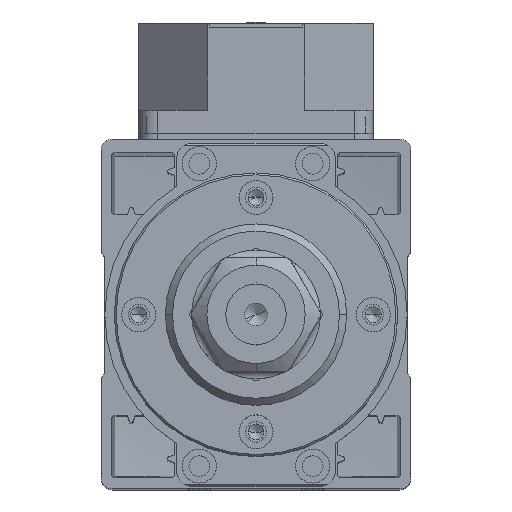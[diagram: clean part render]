
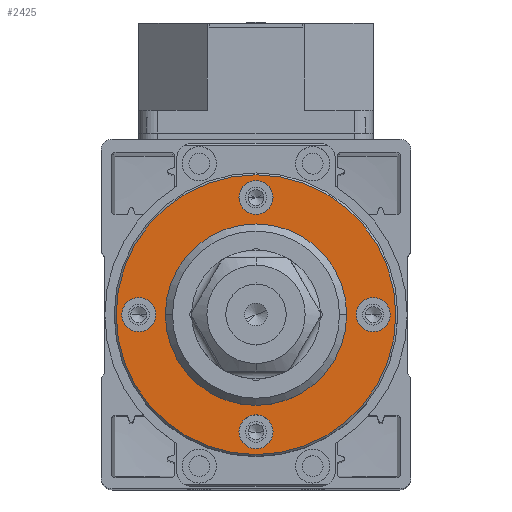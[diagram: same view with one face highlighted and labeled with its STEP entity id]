
A CAD part, top view. The second image highlights one B-rep face of the part: STEP entity #2425.
In plain terms, the highlighted face is planar.
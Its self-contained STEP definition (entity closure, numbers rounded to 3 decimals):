
#133 = FACE_BOUND ( 'NONE', #7044, .T. ) ;
#349 = DIRECTION ( 'NONE',  ( 1., 0., 0. ) ) ;
#979 = VERTEX_POINT ( 'NONE', #5076 ) ;
#1002 = FACE_BOUND ( 'NONE', #5456, .T. ) ;
#1227 = CARTESIAN_POINT ( 'NONE',  ( 12., -31., -4.5 ) ) ;
#1363 = AXIS2_PLACEMENT_3D ( 'NONE', #9143, #15756, #13042 ) ;
#1506 = EDGE_CURVE ( 'NONE', #11784, #15509, #5932, .T. ) ;
#1636 = FACE_OUTER_BOUND ( 'NONE', #10858, .T. ) ;
#1828 = DIRECTION ( 'NONE',  ( 0., 0., 1. ) ) ;
#1909 = AXIS2_PLACEMENT_3D ( 'NONE', #11481, #3306, #14152 ) ;
#2425 = ADVANCED_FACE ( 'NONE', ( #6093, #1002, #133, #15002, #1636, #13536 ), #15458, .F. ) ;
#2456 = ORIENTED_EDGE ( 'NONE', *, *, #13323, .F. ) ;
#2787 = CIRCLE ( 'NONE', #8656, 4.5 ) ;
#2799 = AXIS2_PLACEMENT_3D ( 'NONE', #3324, #9972, #1828 ) ;
#2900 = EDGE_LOOP ( 'NONE', ( #17093, #16508 ) ) ;
#2939 = VERTEX_POINT ( 'NONE', #1227 ) ;
#3128 = DIRECTION ( 'NONE',  ( 0., 1., 0. ) ) ;
#3206 = CARTESIAN_POINT ( 'NONE',  ( 12., 0., 0. ) ) ;
#3292 = EDGE_CURVE ( 'NONE', #9733, #16346, #8437, .T. ) ;
#3306 = DIRECTION ( 'NONE',  ( -1., 0., 0. ) ) ;
#3324 = CARTESIAN_POINT ( 'NONE',  ( 12., 37.5, 0. ) ) ;
#3838 = DIRECTION ( 'NONE',  ( 0., 0., 1. ) ) ;
#3950 = EDGE_LOOP ( 'NONE', ( #10889, #16368 ) ) ;
#3963 = EDGE_CURVE ( 'NONE', #16006, #2939, #8441, .T. ) ;
#4007 = VERTEX_POINT ( 'NONE', #12434 ) ;
#4551 = CARTESIAN_POINT ( 'NONE',  ( 12., 0., 31. ) ) ;
#4584 = ORIENTED_EDGE ( 'NONE', *, *, #16951, .F. ) ;
#4595 = AXIS2_PLACEMENT_3D ( 'NONE', #3206, #16708, #12214 ) ;
#4921 = CIRCLE ( 'NONE', #1363, 37. ) ;
#4957 = CIRCLE ( 'NONE', #7763, 4.5 ) ;
#4979 = DIRECTION ( 'NONE',  ( 1., 0., 0. ) ) ;
#5076 = CARTESIAN_POINT ( 'NONE',  ( 12., 31., 4.5 ) ) ;
#5378 = VERTEX_POINT ( 'NONE', #12079 ) ;
#5391 = CARTESIAN_POINT ( 'NONE',  ( 12., -31., 0. ) ) ;
#5456 = EDGE_LOOP ( 'NONE', ( #14007, #8068 ) ) ;
#5514 = DIRECTION ( 'NONE',  ( 0., 0., 1. ) ) ;
#5539 = ORIENTED_EDGE ( 'NONE', *, *, #13855, .F. ) ;
#5636 = DIRECTION ( 'NONE',  ( 1., 0., 0. ) ) ;
#5754 = CARTESIAN_POINT ( 'NONE',  ( 12., -31., 0. ) ) ;
#5813 = CARTESIAN_POINT ( 'NONE',  ( 12., 0., 0. ) ) ;
#5932 = CIRCLE ( 'NONE', #17077, 4.5 ) ;
#6080 = DIRECTION ( 'NONE',  ( 1., 0., 0. ) ) ;
#6093 = FACE_BOUND ( 'NONE', #2900, .T. ) ;
#6440 = EDGE_CURVE ( 'NONE', #2939, #16006, #4957, .T. ) ;
#6505 = AXIS2_PLACEMENT_3D ( 'NONE', #4551, #6080, #3128 ) ;
#6885 = CARTESIAN_POINT ( 'NONE',  ( 12., 0., -31. ) ) ;
#7044 = EDGE_LOOP ( 'NONE', ( #2456, #4584 ) ) ;
#7092 = DIRECTION ( 'NONE',  ( 0., 0., -1. ) ) ;
#7272 = ORIENTED_EDGE ( 'NONE', *, *, #10279, .T. ) ;
#7481 = CARTESIAN_POINT ( 'NONE',  ( 12., 0., 17.443 ) ) ;
#7638 = DIRECTION ( 'NONE',  ( 0., 0., -1. ) ) ;
#7763 = AXIS2_PLACEMENT_3D ( 'NONE', #5391, #9373, #3838 ) ;
#7869 = CARTESIAN_POINT ( 'NONE',  ( 12., 0., 31. ) ) ;
#7913 = CARTESIAN_POINT ( 'NONE',  ( 12., 0., -37. ) ) ;
#8012 = DIRECTION ( 'NONE',  ( 0., -1., 0. ) ) ;
#8068 = ORIENTED_EDGE ( 'NONE', *, *, #3963, .F. ) ;
#8437 = CIRCLE ( 'NONE', #1909, 17.443 ) ;
#8441 = CIRCLE ( 'NONE', #11793, 4.5 ) ;
#8656 = AXIS2_PLACEMENT_3D ( 'NONE', #6885, #12200, #16347 ) ;
#8683 = EDGE_CURVE ( 'NONE', #5378, #979, #13234, .T. ) ;
#9143 = CARTESIAN_POINT ( 'NONE',  ( 12., 0., 0. ) ) ;
#9145 = CARTESIAN_POINT ( 'NONE',  ( 12., 0., -17.443 ) ) ;
#9231 = CARTESIAN_POINT ( 'NONE',  ( 12., -31., 4.5 ) ) ;
#9372 = CARTESIAN_POINT ( 'NONE',  ( 12., 0., -35.5 ) ) ;
#9373 = DIRECTION ( 'NONE',  ( 1., 0., 0. ) ) ;
#9421 = EDGE_LOOP ( 'NONE', ( #16808, #5539 ) ) ;
#9733 = VERTEX_POINT ( 'NONE', #7481 ) ;
#9895 = AXIS2_PLACEMENT_3D ( 'NONE', #5813, #12502, #11097 ) ;
#9972 = DIRECTION ( 'NONE',  ( -1., 0., 0. ) ) ;
#10279 = EDGE_CURVE ( 'NONE', #10377, #11513, #4921, .T. ) ;
#10377 = VERTEX_POINT ( 'NONE', #13275 ) ;
#10533 = CIRCLE ( 'NONE', #11469, 4.5 ) ;
#10534 = DIRECTION ( 'NONE',  ( 1., 0., 0. ) ) ;
#10612 = EDGE_CURVE ( 'NONE', #15509, #11784, #2787, .T. ) ;
#10711 = EDGE_CURVE ( 'NONE', #11513, #10377, #13600, .T. ) ;
#10738 = CARTESIAN_POINT ( 'NONE',  ( 12., 0., -31. ) ) ;
#10858 = EDGE_LOOP ( 'NONE', ( #7272, #15113 ) ) ;
#10889 = ORIENTED_EDGE ( 'NONE', *, *, #14407, .T. ) ;
#11097 = DIRECTION ( 'NONE',  ( 0., 0., 1. ) ) ;
#11469 = AXIS2_PLACEMENT_3D ( 'NONE', #7869, #10534, #17230 ) ;
#11481 = CARTESIAN_POINT ( 'NONE',  ( 12., 0., 0. ) ) ;
#11513 = VERTEX_POINT ( 'NONE', #7913 ) ;
#11784 = VERTEX_POINT ( 'NONE', #15464 ) ;
#11793 = AXIS2_PLACEMENT_3D ( 'NONE', #5754, #5636, #5514 ) ;
#12079 = CARTESIAN_POINT ( 'NONE',  ( 12., 31., -4.5 ) ) ;
#12189 = CIRCLE ( 'NONE', #4595, 17.443 ) ;
#12200 = DIRECTION ( 'NONE',  ( 1., 0., 0. ) ) ;
#12214 = DIRECTION ( 'NONE',  ( 0., 0., 1. ) ) ;
#12226 = CIRCLE ( 'NONE', #6505, 4.5 ) ;
#12434 = CARTESIAN_POINT ( 'NONE',  ( 12., 0., 26.5 ) ) ;
#12502 = DIRECTION ( 'NONE',  ( 1., 0., 0. ) ) ;
#12912 = CARTESIAN_POINT ( 'NONE',  ( 12., 31., 0. ) ) ;
#13042 = DIRECTION ( 'NONE',  ( 0., 0., 1. ) ) ;
#13234 = CIRCLE ( 'NONE', #16889, 4.5 ) ;
#13275 = CARTESIAN_POINT ( 'NONE',  ( 12., 0., 37. ) ) ;
#13323 = EDGE_CURVE ( 'NONE', #4007, #15332, #12226, .T. ) ;
#13536 = FACE_BOUND ( 'NONE', #3950, .T. ) ;
#13600 = CIRCLE ( 'NONE', #9895, 37. ) ;
#13855 = EDGE_CURVE ( 'NONE', #979, #5378, #16663, .T. ) ;
#14007 = ORIENTED_EDGE ( 'NONE', *, *, #6440, .F. ) ;
#14016 = CARTESIAN_POINT ( 'NONE',  ( 12., 31., 0. ) ) ;
#14152 = DIRECTION ( 'NONE',  ( 0., 0., 1. ) ) ;
#14407 = EDGE_CURVE ( 'NONE', #16346, #9733, #12189, .T. ) ;
#14622 = CARTESIAN_POINT ( 'NONE',  ( 12., 0., 35.5 ) ) ;
#15002 = FACE_BOUND ( 'NONE', #9421, .T. ) ;
#15113 = ORIENTED_EDGE ( 'NONE', *, *, #10711, .T. ) ;
#15332 = VERTEX_POINT ( 'NONE', #14622 ) ;
#15458 = PLANE ( 'NONE',  #2799 ) ;
#15464 = CARTESIAN_POINT ( 'NONE',  ( 12., 0., -26.5 ) ) ;
#15509 = VERTEX_POINT ( 'NONE', #9372 ) ;
#15756 = DIRECTION ( 'NONE',  ( 1., 0., 0. ) ) ;
#16006 = VERTEX_POINT ( 'NONE', #9231 ) ;
#16038 = DIRECTION ( 'NONE',  ( 1., 0., 0. ) ) ;
#16346 = VERTEX_POINT ( 'NONE', #9145 ) ;
#16347 = DIRECTION ( 'NONE',  ( 0., -1., 0. ) ) ;
#16368 = ORIENTED_EDGE ( 'NONE', *, *, #3292, .T. ) ;
#16508 = ORIENTED_EDGE ( 'NONE', *, *, #1506, .F. ) ;
#16663 = CIRCLE ( 'NONE', #16970, 4.5 ) ;
#16708 = DIRECTION ( 'NONE',  ( -1., 0., 0. ) ) ;
#16808 = ORIENTED_EDGE ( 'NONE', *, *, #8683, .F. ) ;
#16889 = AXIS2_PLACEMENT_3D ( 'NONE', #12912, #4979, #7638 ) ;
#16951 = EDGE_CURVE ( 'NONE', #15332, #4007, #10533, .T. ) ;
#16970 = AXIS2_PLACEMENT_3D ( 'NONE', #14016, #349, #7092 ) ;
#17077 = AXIS2_PLACEMENT_3D ( 'NONE', #10738, #16038, #8012 ) ;
#17093 = ORIENTED_EDGE ( 'NONE', *, *, #10612, .F. ) ;
#17230 = DIRECTION ( 'NONE',  ( 0., 1., 0. ) ) ;
